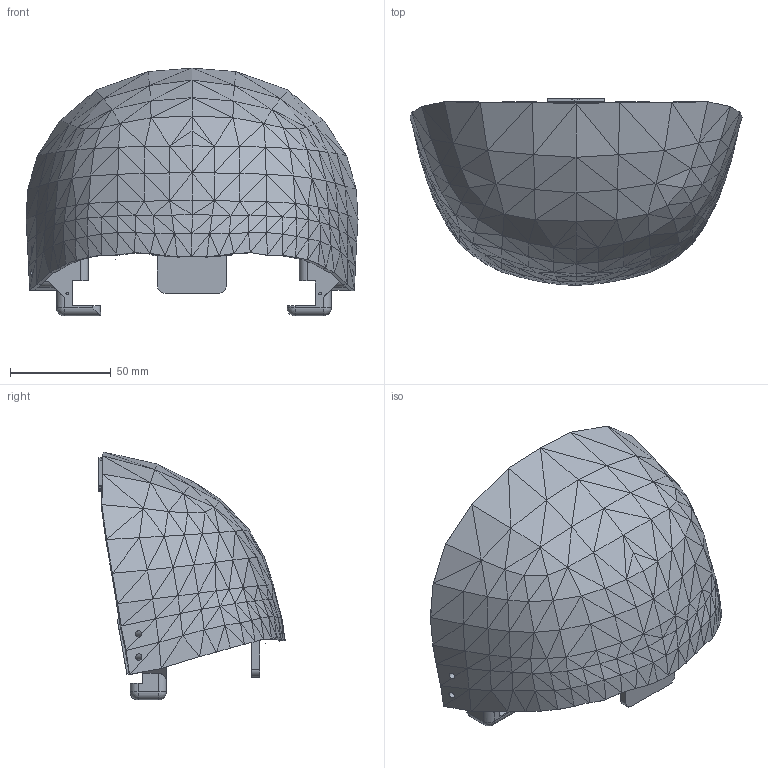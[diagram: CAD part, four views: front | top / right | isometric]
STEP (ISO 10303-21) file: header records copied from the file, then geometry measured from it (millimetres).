
FILE_DESCRIPTION(/* description */ (''),/* implementation_level */ '2;1');
FILE_NAME(/* name */ 'Forehead v1.step',/* time_stamp */ '2021-04-16T18:43:06+01:00',/* author */ (''),/* organization */ (''),/* preprocessor_version */ 'ST-DEVELOPER v18.1',/* originating_system */ 'Autodesk Translation Framework v10.6.0.1341',/* authorisation */ '');
FILE_SCHEMA (('AUTOMOTIVE_DESIGN { 1 0 10303 214 3 1 1 }'));
Length unit declared in the file: millimetre
Products named in the file (2): Forehead; Forehead_1
Assembly tree (1 placements, depth 2):
  Forehead
    Forehead_1
Bounding box: 165.06 x 92.66 x 123.2 mm (x, y, z)
Volume: 108675.5 mm3; surface area: 63783.3 mm2
Topology: 2 solids, 10 shells, 982 faces, 1922 edges, 954 vertices
Faces by surface type: plane 929, cylinder 42, sphere 11
Full cylindrical faces by diameter (mm): 1.4 x2, 3.2 x4
Entity records: 23428 total; most frequent: DIRECTION 4007, CARTESIAN_POINT 3861, ORIENTED_EDGE 3844, EDGE_CURVE 1922, LINE 1807, VECTOR 1807, AXIS2_PLACEMENT_3D 1100, EDGE_LOOP 986
